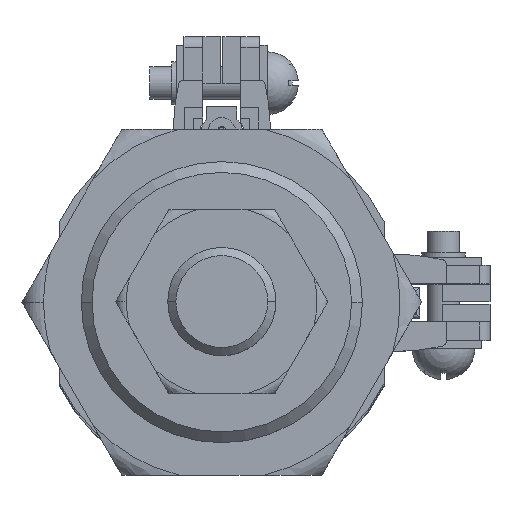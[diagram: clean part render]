
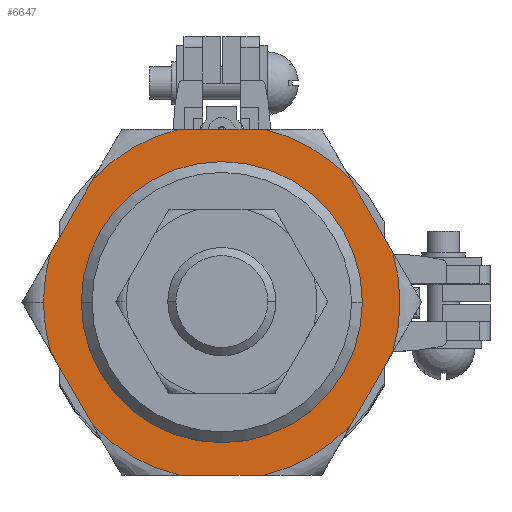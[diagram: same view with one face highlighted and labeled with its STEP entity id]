
A CAD part, top view. The second image highlights one B-rep face of the part: STEP entity #6647.
In plain terms, the highlighted planar face has unit normal (0, 0, 1).
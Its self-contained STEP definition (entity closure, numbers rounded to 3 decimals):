
#18 = CARTESIAN_POINT ( 'NONE',  ( -3.928, -16., 4. ) ) ;
#25 = DIRECTION ( 'NONE',  ( -1., 0., 0. ) ) ;
#104 = VERTEX_POINT ( 'NONE', #5760 ) ;
#127 = AXIS2_PLACEMENT_3D ( 'NONE', #1797, #10504, #1736 ) ;
#431 = VERTEX_POINT ( 'NONE', #5139 ) ;
#534 = ORIENTED_EDGE ( 'NONE', *, *, #2444, .T. ) ;
#546 = VERTEX_POINT ( 'NONE', #5253 ) ;
#627 = EDGE_CURVE ( 'NONE', #9927, #3864, #7404, .T. ) ;
#661 = VECTOR ( 'NONE', #3619, 1000. ) ;
#667 = EDGE_LOOP ( 'NONE', ( #2464, #4873 ) ) ;
#681 = CARTESIAN_POINT ( 'NONE',  ( 15.821, 4.598, 4. ) ) ;
#743 = CARTESIAN_POINT ( 'NONE',  ( 0., 0., 4. ) ) ;
#820 = LINE ( 'NONE', #1711, #7900 ) ;
#998 = AXIS2_PLACEMENT_3D ( 'NONE', #7513, #8374, #3886 ) ;
#1040 = PLANE ( 'NONE',  #8398 ) ;
#1125 = DIRECTION ( 'NONE',  ( 0., 0., 1. ) ) ;
#1129 = DIRECTION ( 'NONE',  ( 0.5, 0.866, 0. ) ) ;
#1274 = CARTESIAN_POINT ( 'NONE',  ( 9.238, 16., 4. ) ) ;
#1363 = AXIS2_PLACEMENT_3D ( 'NONE', #743, #9543, #6869 ) ;
#1515 = AXIS2_PLACEMENT_3D ( 'NONE', #10933, #7448, #8298 ) ;
#1711 = CARTESIAN_POINT ( 'NONE',  ( -9.238, -16., 4. ) ) ;
#1736 = DIRECTION ( 'NONE',  ( 1., 0., 0. ) ) ;
#1788 = CIRCLE ( 'NONE', #7831, 16.475 ) ;
#1797 = CARTESIAN_POINT ( 'NONE',  ( 0., 0., 4. ) ) ;
#1895 = VERTEX_POINT ( 'NONE', #6627 ) ;
#1913 = VERTEX_POINT ( 'NONE', #681 ) ;
#2040 = EDGE_LOOP ( 'NONE', ( #8907, #4436, #6766, #4644, #10739, #9160, #9894, #8712, #2403, #534, #11021, #5005, #11159 ) ) ;
#2175 = CARTESIAN_POINT ( 'NONE',  ( 15.821, -4.598, 4. ) ) ;
#2202 = EDGE_CURVE ( 'NONE', #1913, #104, #3000, .T. ) ;
#2215 = LINE ( 'NONE', #7552, #3249 ) ;
#2403 = ORIENTED_EDGE ( 'NONE', *, *, #11098, .T. ) ;
#2444 = EDGE_CURVE ( 'NONE', #8305, #1895, #820, .T. ) ;
#2447 = CARTESIAN_POINT ( 'NONE',  ( 11.892, -11.402, 4. ) ) ;
#2459 = CIRCLE ( 'NONE', #7769, 16.475 ) ;
#2464 = ORIENTED_EDGE ( 'NONE', *, *, #9774, .F. ) ;
#2491 = DIRECTION ( 'NONE',  ( 0., 0., 1. ) ) ;
#3000 = LINE ( 'NONE', #8902, #661 ) ;
#3249 = VECTOR ( 'NONE', #6638, 1000. ) ;
#3619 = DIRECTION ( 'NONE',  ( -0.5, 0.866, 0. ) ) ;
#3706 = VERTEX_POINT ( 'NONE', #4221 ) ;
#3779 = CARTESIAN_POINT ( 'NONE',  ( 9.238, -16., 4. ) ) ;
#3864 = VERTEX_POINT ( 'NONE', #2175 ) ;
#3886 = DIRECTION ( 'NONE',  ( 1., 0., 0. ) ) ;
#3921 = DIRECTION ( 'NONE',  ( 1., 0., 0. ) ) ;
#4161 = CIRCLE ( 'NONE', #9315, 16.475 ) ;
#4221 = CARTESIAN_POINT ( 'NONE',  ( 3.928, 16., 4. ) ) ;
#4344 = DIRECTION ( 'NONE',  ( 0., 0., -1. ) ) ;
#4389 = VECTOR ( 'NONE', #9861, 1000. ) ;
#4436 = ORIENTED_EDGE ( 'NONE', *, *, #11275, .T. ) ;
#4488 = VECTOR ( 'NONE', #10044, 1000. ) ;
#4517 = CARTESIAN_POINT ( 'NONE',  ( 0., -32., 4. ) ) ;
#4607 = DIRECTION ( 'NONE',  ( 1., 0., 0. ) ) ;
#4644 = ORIENTED_EDGE ( 'NONE', *, *, #6767, .T. ) ;
#4762 = EDGE_CURVE ( 'NONE', #3706, #10755, #5616, .T. ) ;
#4873 = ORIENTED_EDGE ( 'NONE', *, *, #5524, .F. ) ;
#4909 = CARTESIAN_POINT ( 'NONE',  ( 0., 0., 4. ) ) ;
#5005 = ORIENTED_EDGE ( 'NONE', *, *, #627, .T. ) ;
#5010 = CARTESIAN_POINT ( 'NONE',  ( 0., 0., 4. ) ) ;
#5139 = CARTESIAN_POINT ( 'NONE',  ( -11.892, 11.402, 4. ) ) ;
#5253 = CARTESIAN_POINT ( 'NONE',  ( 13., 0., 4. ) ) ;
#5267 = VERTEX_POINT ( 'NONE', #5295 ) ;
#5295 = CARTESIAN_POINT ( 'NONE',  ( -15.821, 4.598, 4. ) ) ;
#5307 = AXIS2_PLACEMENT_3D ( 'NONE', #9366, #2491, #7812 ) ;
#5383 = FACE_BOUND ( 'NONE', #667, .T. ) ;
#5391 = VERTEX_POINT ( 'NONE', #8303 ) ;
#5440 = AXIS2_PLACEMENT_3D ( 'NONE', #4909, #5645, #8364 ) ;
#5524 = EDGE_CURVE ( 'NONE', #546, #5391, #6528, .T. ) ;
#5616 = LINE ( 'NONE', #1274, #4488 ) ;
#5623 = EDGE_CURVE ( 'NONE', #11195, #9284, #5757, .T. ) ;
#5645 = DIRECTION ( 'NONE',  ( 0., 0., 1. ) ) ;
#5757 = CIRCLE ( 'NONE', #998, 16.475 ) ;
#5760 = CARTESIAN_POINT ( 'NONE',  ( 11.892, 11.402, 4. ) ) ;
#5984 = VERTEX_POINT ( 'NONE', #8300 ) ;
#6132 = CARTESIAN_POINT ( 'NONE',  ( -9.238, 16., 4. ) ) ;
#6515 = CARTESIAN_POINT ( 'NONE',  ( 0., 0., 4. ) ) ;
#6528 = CIRCLE ( 'NONE', #127, 13. ) ;
#6627 = CARTESIAN_POINT ( 'NONE',  ( 3.928, -16., 4. ) ) ;
#6638 = DIRECTION ( 'NONE',  ( 0.5, -0.866, 0. ) ) ;
#6647 = ADVANCED_FACE ( 'NONE', ( #5383, #8890 ), #1040, .F. ) ;
#6680 = CIRCLE ( 'NONE', #1363, 16.475 ) ;
#6766 = ORIENTED_EDGE ( 'NONE', *, *, #4762, .T. ) ;
#6767 = EDGE_CURVE ( 'NONE', #10755, #431, #10095, .T. ) ;
#6869 = DIRECTION ( 'NONE',  ( 1., 0., 0. ) ) ;
#6910 = EDGE_CURVE ( 'NONE', #431, #5267, #8842, .T. ) ;
#7057 = EDGE_CURVE ( 'NONE', #1895, #9927, #6680, .T. ) ;
#7290 = EDGE_CURVE ( 'NONE', #5267, #11195, #2459, .T. ) ;
#7404 = LINE ( 'NONE', #3779, #7916 ) ;
#7448 = DIRECTION ( 'NONE',  ( 0., 0., 1. ) ) ;
#7513 = CARTESIAN_POINT ( 'NONE',  ( 0., 0., 4. ) ) ;
#7552 = CARTESIAN_POINT ( 'NONE',  ( -18.475, 0., 4. ) ) ;
#7664 = DIRECTION ( 'NONE',  ( 0., 0., 1. ) ) ;
#7697 = DIRECTION ( 'NONE',  ( 1., 0., 0. ) ) ;
#7769 = AXIS2_PLACEMENT_3D ( 'NONE', #8049, #1125, #4607 ) ;
#7812 = DIRECTION ( 'NONE',  ( 1., 0., 0. ) ) ;
#7831 = AXIS2_PLACEMENT_3D ( 'NONE', #6515, #10971, #3921 ) ;
#7900 = VECTOR ( 'NONE', #7697, 1000. ) ;
#7916 = VECTOR ( 'NONE', #1129, 1000. ) ;
#8049 = CARTESIAN_POINT ( 'NONE',  ( 0., 0., 4. ) ) ;
#8298 = DIRECTION ( 'NONE',  ( 1., 0., 0. ) ) ;
#8300 = CARTESIAN_POINT ( 'NONE',  ( -11.892, -11.402, 4. ) ) ;
#8303 = CARTESIAN_POINT ( 'NONE',  ( -13., 0., 4. ) ) ;
#8305 = VERTEX_POINT ( 'NONE', #18 ) ;
#8364 = DIRECTION ( 'NONE',  ( 1., 0., 0. ) ) ;
#8374 = DIRECTION ( 'NONE',  ( 0., 0., 1. ) ) ;
#8391 = CIRCLE ( 'NONE', #5440, 16.475 ) ;
#8398 = AXIS2_PLACEMENT_3D ( 'NONE', #4517, #4344, #25 ) ;
#8525 = DIRECTION ( 'NONE',  ( 1., 0., 0. ) ) ;
#8712 = ORIENTED_EDGE ( 'NONE', *, *, #10868, .T. ) ;
#8842 = LINE ( 'NONE', #6132, #4389 ) ;
#8890 = FACE_OUTER_BOUND ( 'NONE', #2040, .T. ) ;
#8902 = CARTESIAN_POINT ( 'NONE',  ( 18.475, 0., 4. ) ) ;
#8907 = ORIENTED_EDGE ( 'NONE', *, *, #2202, .T. ) ;
#9160 = ORIENTED_EDGE ( 'NONE', *, *, #7290, .T. ) ;
#9208 = CIRCLE ( 'NONE', #1515, 13. ) ;
#9284 = VERTEX_POINT ( 'NONE', #9562 ) ;
#9315 = AXIS2_PLACEMENT_3D ( 'NONE', #5010, #7664, #8525 ) ;
#9366 = CARTESIAN_POINT ( 'NONE',  ( 0., 0., 4. ) ) ;
#9543 = DIRECTION ( 'NONE',  ( 0., 0., 1. ) ) ;
#9562 = CARTESIAN_POINT ( 'NONE',  ( -15.821, -4.598, 4. ) ) ;
#9774 = EDGE_CURVE ( 'NONE', #5391, #546, #9208, .T. ) ;
#9861 = DIRECTION ( 'NONE',  ( -0.5, -0.866, 0. ) ) ;
#9894 = ORIENTED_EDGE ( 'NONE', *, *, #5623, .T. ) ;
#9927 = VERTEX_POINT ( 'NONE', #2447 ) ;
#10044 = DIRECTION ( 'NONE',  ( -1., 0., 0. ) ) ;
#10095 = CIRCLE ( 'NONE', #5307, 16.475 ) ;
#10504 = DIRECTION ( 'NONE',  ( 0., 0., 1. ) ) ;
#10739 = ORIENTED_EDGE ( 'NONE', *, *, #6910, .T. ) ;
#10755 = VERTEX_POINT ( 'NONE', #10797 ) ;
#10787 = CARTESIAN_POINT ( 'NONE',  ( -16.475, 0., 4. ) ) ;
#10797 = CARTESIAN_POINT ( 'NONE',  ( -3.928, 16., 4. ) ) ;
#10816 = EDGE_CURVE ( 'NONE', #3864, #1913, #8391, .T. ) ;
#10868 = EDGE_CURVE ( 'NONE', #9284, #5984, #2215, .T. ) ;
#10933 = CARTESIAN_POINT ( 'NONE',  ( 0., 0., 4. ) ) ;
#10971 = DIRECTION ( 'NONE',  ( 0., 0., 1. ) ) ;
#11021 = ORIENTED_EDGE ( 'NONE', *, *, #7057, .T. ) ;
#11098 = EDGE_CURVE ( 'NONE', #5984, #8305, #4161, .T. ) ;
#11159 = ORIENTED_EDGE ( 'NONE', *, *, #10816, .T. ) ;
#11195 = VERTEX_POINT ( 'NONE', #10787 ) ;
#11275 = EDGE_CURVE ( 'NONE', #104, #3706, #1788, .T. ) ;
